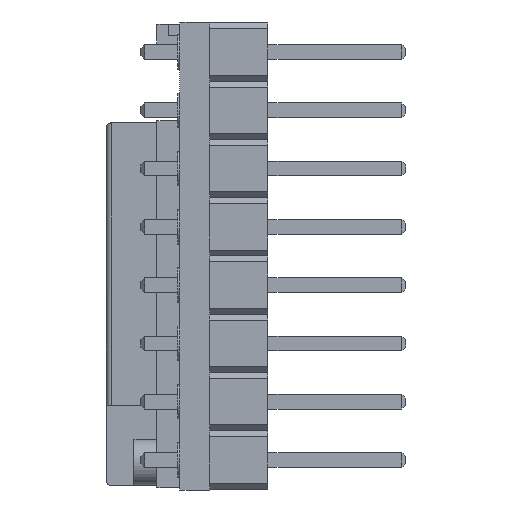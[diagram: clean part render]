
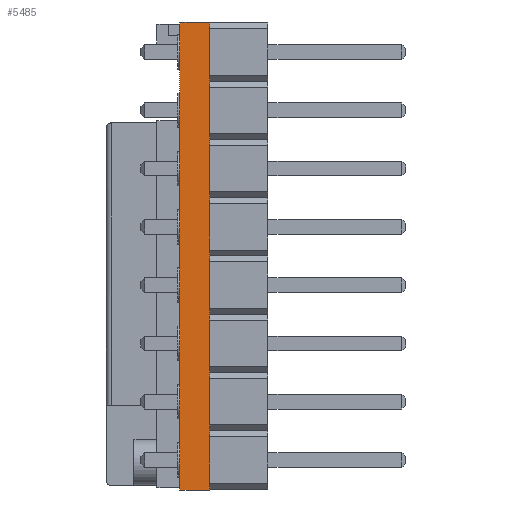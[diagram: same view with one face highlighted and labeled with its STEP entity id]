
A CAD part, left-side view. The second image highlights one B-rep face of the part: STEP entity #5485.
In plain terms, the highlighted planar face has unit normal (-1, 0, 0).
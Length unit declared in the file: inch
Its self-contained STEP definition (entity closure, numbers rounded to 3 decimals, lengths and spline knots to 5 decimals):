
#15 = EDGE_CURVE ( 'NONE', #3422, #7591, #5628, .T. ) ;
#23 = VERTEX_POINT ( 'NONE', #11363 ) ;
#244 = FACE_OUTER_BOUND ( 'NONE', #6643, .T. ) ;
#498 = CARTESIAN_POINT ( 'NONE',  ( -0.54921, 0.05118, -0.40157 ) ) ;
#833 = CARTESIAN_POINT ( 'NONE',  ( -0.54921, 0.05118, -0.40157 ) ) ;
#1044 = VECTOR ( 'NONE', #2214, 39.37008 ) ;
#1152 = PLANE ( 'NONE',  #11129 ) ;
#2008 = ORIENTED_EDGE ( 'NONE', *, *, #3363, .F. ) ;
#2214 = DIRECTION ( 'NONE',  ( 0., -1., 0. ) ) ;
#2324 = CARTESIAN_POINT ( 'NONE',  ( -0.54921, 0.05118, 0.40157 ) ) ;
#2414 = EDGE_CURVE ( 'NONE', #10060, #3422, #7093, .T. ) ;
#3363 = EDGE_CURVE ( 'NONE', #23, #7591, #6229, .T. ) ;
#3422 = VERTEX_POINT ( 'NONE', #7025 ) ;
#3491 = VECTOR ( 'NONE', #9965, 39.37008 ) ;
#4765 = CARTESIAN_POINT ( 'NONE',  ( -0.54921, 0., 0.40157 ) ) ;
#4963 = VECTOR ( 'NONE', #8370, 39.37008 ) ;
#5040 = DIRECTION ( 'NONE',  ( 0., 1., 0. ) ) ;
#5485 = ADVANCED_FACE ( 'NONE', ( #244 ), #1152, .F. ) ;
#5628 = LINE ( 'NONE', #4765, #5890 ) ;
#5890 = VECTOR ( 'NONE', #7590, 39.37008 ) ;
#6229 = LINE ( 'NONE', #2324, #3491 ) ;
#6643 = EDGE_LOOP ( 'NONE', ( #9691, #2008, #7112, #8479 ) ) ;
#7025 = CARTESIAN_POINT ( 'NONE',  ( -0.54921, 0., -0.40157 ) ) ;
#7093 = LINE ( 'NONE', #498, #1044 ) ;
#7112 = ORIENTED_EDGE ( 'NONE', *, *, #10700, .F. ) ;
#7565 = CARTESIAN_POINT ( 'NONE',  ( -0.54921, 0., 0.40157 ) ) ;
#7590 = DIRECTION ( 'NONE',  ( 0., 0., 1. ) ) ;
#7591 = VERTEX_POINT ( 'NONE', #7565 ) ;
#8316 = CARTESIAN_POINT ( 'NONE',  ( -0.54921, 0.05118, 0.40157 ) ) ;
#8370 = DIRECTION ( 'NONE',  ( 0., 0., 1. ) ) ;
#8479 = ORIENTED_EDGE ( 'NONE', *, *, #2414, .T. ) ;
#9691 = ORIENTED_EDGE ( 'NONE', *, *, #15, .T. ) ;
#9965 = DIRECTION ( 'NONE',  ( 0., -1., 0. ) ) ;
#10060 = VERTEX_POINT ( 'NONE', #833 ) ;
#10700 = EDGE_CURVE ( 'NONE', #10060, #23, #11344, .T. ) ;
#10736 = CARTESIAN_POINT ( 'NONE',  ( -0.54921, 0.05118, 0.40157 ) ) ;
#10912 = DIRECTION ( 'NONE',  ( 1., 0., 0. ) ) ;
#11129 = AXIS2_PLACEMENT_3D ( 'NONE', #10736, #10912, #5040 ) ;
#11344 = LINE ( 'NONE', #8316, #4963 ) ;
#11363 = CARTESIAN_POINT ( 'NONE',  ( -0.54921, 0.05118, 0.40157 ) ) ;
